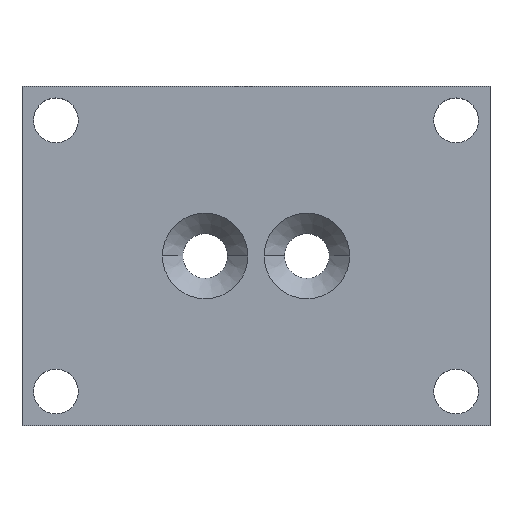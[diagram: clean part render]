
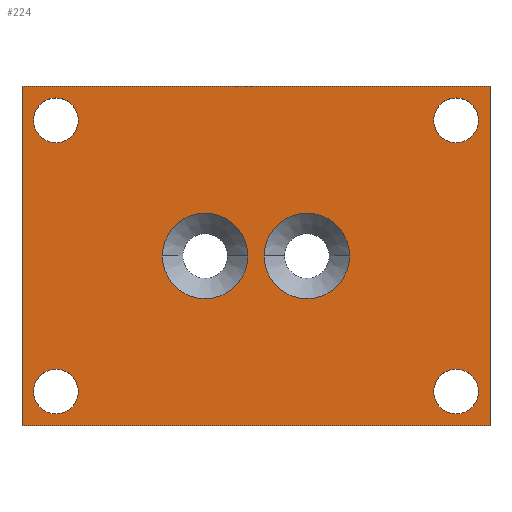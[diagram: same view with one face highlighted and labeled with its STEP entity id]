
A CAD part, top view. The second image highlights one B-rep face of the part: STEP entity #224.
In plain terms, the highlighted planar face has unit normal (0, 0, 1).
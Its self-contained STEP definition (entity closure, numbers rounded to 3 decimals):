
#2 = AXIS2_PLACEMENT_3D ( 'NONE', #696, #171, #165 ) ;
#6 = CARTESIAN_POINT ( 'NONE',  ( 29.5, 20., 9. ) ) ;
#9 = CARTESIAN_POINT ( 'NONE',  ( 34.5, 25., 9. ) ) ;
#11 = CIRCLE ( 'NONE', #104, 3.3 ) ;
#12 = EDGE_CURVE ( 'NONE', #501, #759, #364, .T. ) ;
#27 = AXIS2_PLACEMENT_3D ( 'NONE', #244, #595, #46 ) ;
#30 = CARTESIAN_POINT ( 'NONE',  ( -1.2, 0., 9. ) ) ;
#32 = CARTESIAN_POINT ( 'NONE',  ( -34.5, -25., 9. ) ) ;
#34 = EDGE_CURVE ( 'NONE', #546, #510, #11, .T. ) ;
#41 = EDGE_CURVE ( 'NONE', #146, #65, #200, .T. ) ;
#46 = DIRECTION ( 'NONE',  ( 1., 0., 0. ) ) ;
#52 = CARTESIAN_POINT ( 'NONE',  ( 29.5, 20., 9. ) ) ;
#57 = FACE_BOUND ( 'NONE', #680, .T. ) ;
#59 = CARTESIAN_POINT ( 'NONE',  ( 34.5, -25., 9. ) ) ;
#65 = VERTEX_POINT ( 'NONE', #30 ) ;
#66 = ORIENTED_EDGE ( 'NONE', *, *, #297, .F. ) ;
#67 = AXIS2_PLACEMENT_3D ( 'NONE', #737, #388, #282 ) ;
#84 = ORIENTED_EDGE ( 'NONE', *, *, #656, .F. ) ;
#85 = CARTESIAN_POINT ( 'NONE',  ( -32.8, -20., 9. ) ) ;
#96 = LINE ( 'NONE', #445, #133 ) ;
#97 = EDGE_LOOP ( 'NONE', ( #366, #147 ) ) ;
#100 = EDGE_CURVE ( 'NONE', #488, #501, #630, .T. ) ;
#103 = PLANE ( 'NONE',  #2 ) ;
#104 = AXIS2_PLACEMENT_3D ( 'NONE', #712, #487, #356 ) ;
#113 = AXIS2_PLACEMENT_3D ( 'NONE', #52, #185, #358 ) ;
#121 = CARTESIAN_POINT ( 'NONE',  ( 7.5, 0., 9. ) ) ;
#122 = DIRECTION ( 'NONE',  ( 1., 0., 0. ) ) ;
#123 = EDGE_LOOP ( 'NONE', ( #621, #84 ) ) ;
#129 = ORIENTED_EDGE ( 'NONE', *, *, #248, .F. ) ;
#131 = EDGE_CURVE ( 'NONE', #423, #201, #654, .T. ) ;
#133 = VECTOR ( 'NONE', #567, 1000. ) ;
#135 = CARTESIAN_POINT ( 'NONE',  ( -26.2, 20., 9. ) ) ;
#136 = CARTESIAN_POINT ( 'NONE',  ( -34.5, 25., 9. ) ) ;
#146 = VERTEX_POINT ( 'NONE', #162 ) ;
#147 = ORIENTED_EDGE ( 'NONE', *, *, #310, .F. ) ;
#151 = AXIS2_PLACEMENT_3D ( 'NONE', #625, #329, #692 ) ;
#158 = VERTEX_POINT ( 'NONE', #512 ) ;
#161 = CARTESIAN_POINT ( 'NONE',  ( 1.2, 0., 9. ) ) ;
#162 = CARTESIAN_POINT ( 'NONE',  ( -13.8, 0., 9. ) ) ;
#165 = DIRECTION ( 'NONE',  ( 1., 0., 0. ) ) ;
#166 = CIRCLE ( 'NONE', #287, 6.3 ) ;
#170 = FACE_BOUND ( 'NONE', #97, .T. ) ;
#171 = DIRECTION ( 'NONE',  ( 0., 0., 1. ) ) ;
#173 = ORIENTED_EDGE ( 'NONE', *, *, #394, .F. ) ;
#181 = EDGE_CURVE ( 'NONE', #759, #412, #184, .T. ) ;
#183 = CIRCLE ( 'NONE', #775, 3.3 ) ;
#184 = LINE ( 'NONE', #385, #691 ) ;
#185 = DIRECTION ( 'NONE',  ( 0., 0., 1. ) ) ;
#195 = CARTESIAN_POINT ( 'NONE',  ( 13.8, 0., 9. ) ) ;
#200 = CIRCLE ( 'NONE', #713, 6.3 ) ;
#201 = VERTEX_POINT ( 'NONE', #676 ) ;
#213 = CARTESIAN_POINT ( 'NONE',  ( 7.5, 0., 9. ) ) ;
#215 = DIRECTION ( 'NONE',  ( 0., -1., 0. ) ) ;
#217 = CARTESIAN_POINT ( 'NONE',  ( -7.5, 0., 9. ) ) ;
#224 = ADVANCED_FACE ( 'NONE', ( #442, #662, #506, #57, #733, #373, #170 ), #103, .T. ) ;
#231 = VECTOR ( 'NONE', #122, 1000. ) ;
#232 = EDGE_CURVE ( 'NONE', #673, #158, #267, .T. ) ;
#244 = CARTESIAN_POINT ( 'NONE',  ( -29.5, -20., 9. ) ) ;
#248 = EDGE_CURVE ( 'NONE', #65, #146, #670, .T. ) ;
#260 = EDGE_LOOP ( 'NONE', ( #66, #173 ) ) ;
#261 = CARTESIAN_POINT ( 'NONE',  ( -34.5, -25., 9. ) ) ;
#267 = CIRCLE ( 'NONE', #477, 3.3 ) ;
#273 = ORIENTED_EDGE ( 'NONE', *, *, #131, .F. ) ;
#274 = CARTESIAN_POINT ( 'NONE',  ( 34.5, -25., 9. ) ) ;
#279 = DIRECTION ( 'NONE',  ( 0., 0., 1. ) ) ;
#282 = DIRECTION ( 'NONE',  ( 1., 0., 0. ) ) ;
#287 = AXIS2_PLACEMENT_3D ( 'NONE', #121, #776, #422 ) ;
#297 = EDGE_CURVE ( 'NONE', #702, #693, #355, .T. ) ;
#298 = VERTEX_POINT ( 'NONE', #161 ) ;
#300 = CARTESIAN_POINT ( 'NONE',  ( 26.2, -20., 9. ) ) ;
#310 = EDGE_CURVE ( 'NONE', #510, #546, #707, .T. ) ;
#317 = DIRECTION ( 'NONE',  ( 1., 0., 0. ) ) ;
#320 = CARTESIAN_POINT ( 'NONE',  ( -26.2, -20., 9. ) ) ;
#328 = CARTESIAN_POINT ( 'NONE',  ( 29.5, -20., 9. ) ) ;
#329 = DIRECTION ( 'NONE',  ( 0., 0., 1. ) ) ;
#355 = CIRCLE ( 'NONE', #113, 3.3 ) ;
#356 = DIRECTION ( 'NONE',  ( 1., 0., 0. ) ) ;
#358 = DIRECTION ( 'NONE',  ( 1., 0., 0. ) ) ;
#364 = LINE ( 'NONE', #59, #231 ) ;
#366 = ORIENTED_EDGE ( 'NONE', *, *, #34, .F. ) ;
#371 = CIRCLE ( 'NONE', #67, 3.3 ) ;
#373 = FACE_BOUND ( 'NONE', #260, .T. ) ;
#385 = CARTESIAN_POINT ( 'NONE',  ( 34.5, -25., 9. ) ) ;
#388 = DIRECTION ( 'NONE',  ( 0., 0., 1. ) ) ;
#394 = EDGE_CURVE ( 'NONE', #693, #702, #756, .T. ) ;
#398 = EDGE_LOOP ( 'NONE', ( #762, #647, #779, #534 ) ) ;
#399 = DIRECTION ( 'NONE',  ( 0., 0., 1. ) ) ;
#411 = VERTEX_POINT ( 'NONE', #195 ) ;
#412 = VERTEX_POINT ( 'NONE', #9 ) ;
#422 = DIRECTION ( 'NONE',  ( 1., 0., 0. ) ) ;
#423 = VERTEX_POINT ( 'NONE', #135 ) ;
#427 = ORIENTED_EDGE ( 'NONE', *, *, #41, .F. ) ;
#442 = FACE_BOUND ( 'NONE', #586, .T. ) ;
#445 = CARTESIAN_POINT ( 'NONE',  ( 34.5, 25., 9. ) ) ;
#452 = ORIENTED_EDGE ( 'NONE', *, *, #611, .F. ) ;
#466 = VECTOR ( 'NONE', #215, 1000. ) ;
#477 = AXIS2_PLACEMENT_3D ( 'NONE', #328, #751, #747 ) ;
#479 = CARTESIAN_POINT ( 'NONE',  ( 26.2, 20., 9. ) ) ;
#487 = DIRECTION ( 'NONE',  ( 0., 0., 1. ) ) ;
#488 = VERTEX_POINT ( 'NONE', #136 ) ;
#495 = DIRECTION ( 'NONE',  ( 0., 0., 1. ) ) ;
#496 = DIRECTION ( 'NONE',  ( 1., 0., 0. ) ) ;
#501 = VERTEX_POINT ( 'NONE', #261 ) ;
#505 = DIRECTION ( 'NONE',  ( 0., 1., 0. ) ) ;
#506 = FACE_BOUND ( 'NONE', #780, .T. ) ;
#510 = VERTEX_POINT ( 'NONE', #320 ) ;
#512 = CARTESIAN_POINT ( 'NONE',  ( 32.8, -20., 9. ) ) ;
#516 = AXIS2_PLACEMENT_3D ( 'NONE', #6, #561, #496 ) ;
#525 = EDGE_CURVE ( 'NONE', #201, #423, #183, .T. ) ;
#534 = ORIENTED_EDGE ( 'NONE', *, *, #537, .T. ) ;
#537 = EDGE_CURVE ( 'NONE', #412, #488, #96, .T. ) ;
#539 = ORIENTED_EDGE ( 'NONE', *, *, #232, .F. ) ;
#546 = VERTEX_POINT ( 'NONE', #85 ) ;
#561 = DIRECTION ( 'NONE',  ( 0., 0., 1. ) ) ;
#567 = DIRECTION ( 'NONE',  ( -1., 0., 0. ) ) ;
#586 = EDGE_LOOP ( 'NONE', ( #129, #427 ) ) ;
#595 = DIRECTION ( 'NONE',  ( 0., 0., 1. ) ) ;
#599 = AXIS2_PLACEMENT_3D ( 'NONE', #217, #399, #639 ) ;
#611 = EDGE_CURVE ( 'NONE', #158, #673, #371, .T. ) ;
#615 = ORIENTED_EDGE ( 'NONE', *, *, #525, .F. ) ;
#621 = ORIENTED_EDGE ( 'NONE', *, *, #687, .F. ) ;
#622 = CARTESIAN_POINT ( 'NONE',  ( -29.5, 20., 9. ) ) ;
#625 = CARTESIAN_POINT ( 'NONE',  ( -29.5, 20., 9. ) ) ;
#630 = LINE ( 'NONE', #32, #466 ) ;
#639 = DIRECTION ( 'NONE',  ( 1., 0., 0. ) ) ;
#647 = ORIENTED_EDGE ( 'NONE', *, *, #12, .T. ) ;
#654 = CIRCLE ( 'NONE', #151, 3.3 ) ;
#656 = EDGE_CURVE ( 'NONE', #298, #411, #669, .T. ) ;
#658 = CARTESIAN_POINT ( 'NONE',  ( -7.5, 0., 9. ) ) ;
#662 = FACE_BOUND ( 'NONE', #123, .T. ) ;
#669 = CIRCLE ( 'NONE', #721, 6.3 ) ;
#670 = CIRCLE ( 'NONE', #599, 6.3 ) ;
#673 = VERTEX_POINT ( 'NONE', #300 ) ;
#676 = CARTESIAN_POINT ( 'NONE',  ( -32.8, 20., 9. ) ) ;
#677 = DIRECTION ( 'NONE',  ( 0., 0., 1. ) ) ;
#680 = EDGE_LOOP ( 'NONE', ( #615, #273 ) ) ;
#685 = DIRECTION ( 'NONE',  ( 1., 0., 0. ) ) ;
#687 = EDGE_CURVE ( 'NONE', #411, #298, #166, .T. ) ;
#691 = VECTOR ( 'NONE', #505, 1000. ) ;
#692 = DIRECTION ( 'NONE',  ( 1., 0., 0. ) ) ;
#693 = VERTEX_POINT ( 'NONE', #714 ) ;
#696 = CARTESIAN_POINT ( 'NONE',  ( 0., 0., 9. ) ) ;
#702 = VERTEX_POINT ( 'NONE', #479 ) ;
#707 = CIRCLE ( 'NONE', #27, 3.3 ) ;
#712 = CARTESIAN_POINT ( 'NONE',  ( -29.5, -20., 9. ) ) ;
#713 = AXIS2_PLACEMENT_3D ( 'NONE', #658, #495, #724 ) ;
#714 = CARTESIAN_POINT ( 'NONE',  ( 32.8, 20., 9. ) ) ;
#721 = AXIS2_PLACEMENT_3D ( 'NONE', #213, #279, #685 ) ;
#724 = DIRECTION ( 'NONE',  ( 1., 0., 0. ) ) ;
#733 = FACE_OUTER_BOUND ( 'NONE', #398, .T. ) ;
#737 = CARTESIAN_POINT ( 'NONE',  ( 29.5, -20., 9. ) ) ;
#747 = DIRECTION ( 'NONE',  ( 1., 0., 0. ) ) ;
#751 = DIRECTION ( 'NONE',  ( 0., 0., 1. ) ) ;
#756 = CIRCLE ( 'NONE', #516, 3.3 ) ;
#759 = VERTEX_POINT ( 'NONE', #274 ) ;
#762 = ORIENTED_EDGE ( 'NONE', *, *, #100, .T. ) ;
#775 = AXIS2_PLACEMENT_3D ( 'NONE', #622, #677, #317 ) ;
#776 = DIRECTION ( 'NONE',  ( 0., 0., 1. ) ) ;
#779 = ORIENTED_EDGE ( 'NONE', *, *, #181, .T. ) ;
#780 = EDGE_LOOP ( 'NONE', ( #539, #452 ) ) ;
